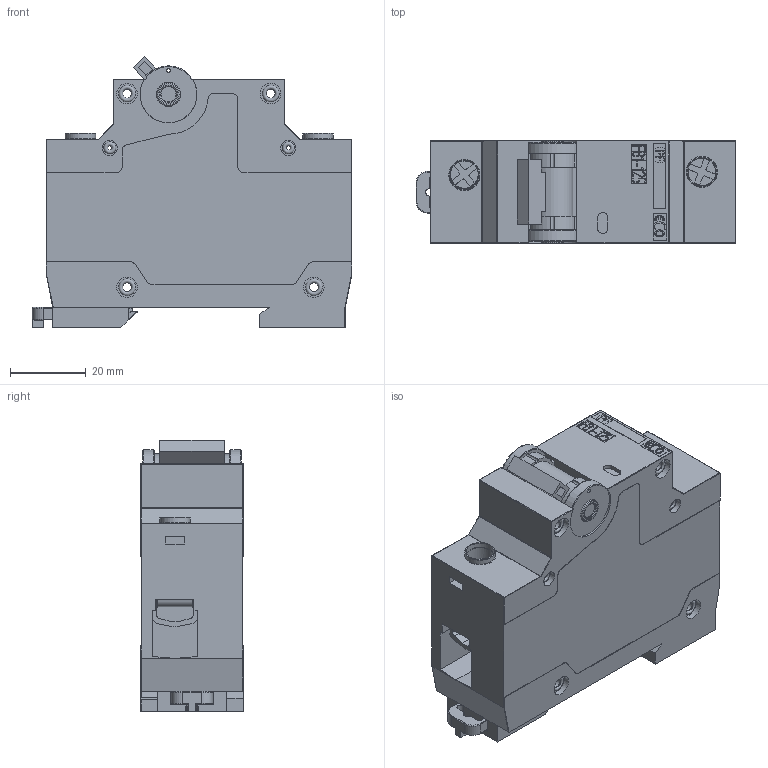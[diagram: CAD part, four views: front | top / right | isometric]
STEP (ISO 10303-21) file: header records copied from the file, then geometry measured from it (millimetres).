
FILE_DESCRIPTION(('STEP AP242'), '1');
FILE_NAME('栖闉罻 FB1 ECO 1-膼 瀁錌劖鴇', '', ('UNSPECIFIED'), ('UNSPECIFIED'), 'C3D Converter', 'C3D Toolkit', '');
FILE_SCHEMA(('AP242_MANAGED_MODEL_BASED_3D_ENGINEERING_MIM_LF { 1 0 10303 442 1 1 4 }'));
Length unit declared in the file: millimetre
Assembly tree (24 placements, depth 2):
  (unnamed)
    (unnamed)
    (unnamed)  x2
    (unnamed)  x2
    (unnamed)  x2
    (unnamed)  x4
    (unnamed)  x8
    (unnamed)
    (unnamed)
    (unnamed)
    (unnamed)
    (unnamed)
Bounding box: 84.17 x 27 x 71.4 mm (x, y, z)
Volume: 112465.4 mm3; surface area: 30318.5 mm2
Topology: 25 solids, 26 shells, 1110 faces, 2835 edges, 1776 vertices
Faces by surface type: plane 534, cylinder 288, extrusion 168, torus 71, sphere 25, bspline 22, cone 2
Full cylindrical faces by diameter (mm): 1 x2, 1.125 x4, 1.2 x4, 2 x2, 2.362 x8, 2.438 x8, 3 x4, 3.5 x2, 4 x6, 4.4 x2, 5.4 x8, 6 x3, 7.4 x4, 8 x2, 9 x2, 10.84 x2, 10.841 x1
Entity records: 31791 total; most frequent: CARTESIAN_POINT 8598, ORIENTED_EDGE 4681, DIRECTION 4156, EDGE_CURVE 2342, VECTOR 1598, VERTEX_POINT 1524, LINE 1430, AXIS2_PLACEMENT_3D 1279
